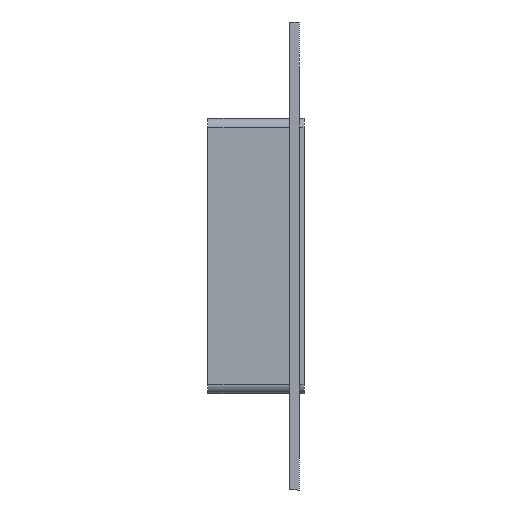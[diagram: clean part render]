
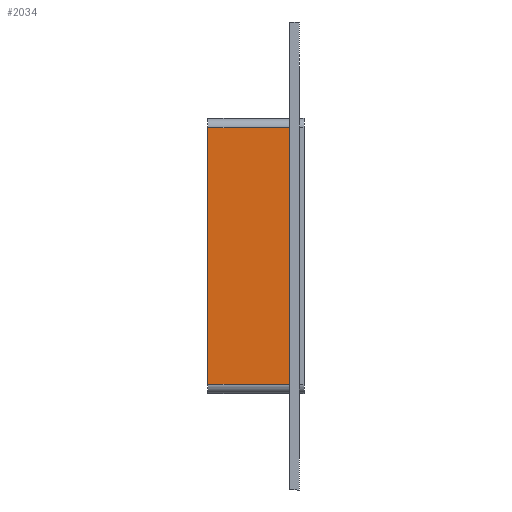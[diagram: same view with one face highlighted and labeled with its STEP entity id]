
A CAD part, left-side view. The second image highlights one B-rep face of the part: STEP entity #2034.
In plain terms, the highlighted planar face has unit normal (-1, 0, 0).
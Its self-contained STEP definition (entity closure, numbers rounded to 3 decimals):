
#1305=CARTESIAN_POINT('',(-327.25,6.,-79.75));
#1306=VERTEX_POINT('',#1305);
#1356=CARTESIAN_POINT('',(-327.25,6.,79.75));
#1357=VERTEX_POINT('',#1356);
#1365=CARTESIAN_POINT('',(-327.25,6.,-79.75));
#1366=DIRECTION('',(0.0,0.0,1.0));
#1367=VECTOR('',#1366,159.5);
#1368=LINE('',#1365,#1367);
#1369=EDGE_CURVE('',#1306,#1357,#1368,.T.);
#1992=CARTESIAN_POINT('',(-327.25,57.0,-79.75));
#1993=VERTEX_POINT('',#1992);
#1994=CARTESIAN_POINT('',(-327.25,6.,-79.75));
#1995=DIRECTION('',(0.0,1.0,0.0));
#1996=VECTOR('',#1995,51.0);
#1997=LINE('',#1994,#1996);
#1998=EDGE_CURVE('',#1306,#1993,#1997,.T.);
#2011=CARTESIAN_POINT('',(-327.25,0.0,-85.75));
#2012=DIRECTION('',(-1.0,0.0,0.0));
#2013=DIRECTION('',(0.0,0.0,1.0));
#2014=AXIS2_PLACEMENT_3D('',#2011,#2012,#2013);
#2015=PLANE('',#2014);
#2016=ORIENTED_EDGE('',*,*,#1369,.T.);
#2017=CARTESIAN_POINT('',(-327.25,57.0,79.75));
#2018=VERTEX_POINT('',#2017);
#2019=CARTESIAN_POINT('',(-327.25,57.0,79.75));
#2020=DIRECTION('',(0.0,-1.0,0.0));
#2021=VECTOR('',#2020,51.0);
#2022=LINE('',#2019,#2021);
#2023=EDGE_CURVE('',#2018,#1357,#2022,.T.);
#2024=ORIENTED_EDGE('',*,*,#2023,.F.);
#2025=CARTESIAN_POINT('',(-327.25,57.0,-79.75));
#2026=DIRECTION('',(0.0,0.0,1.0));
#2027=VECTOR('',#2026,159.5);
#2028=LINE('',#2025,#2027);
#2029=EDGE_CURVE('',#1993,#2018,#2028,.T.);
#2030=ORIENTED_EDGE('',*,*,#2029,.F.);
#2031=ORIENTED_EDGE('',*,*,#1998,.F.);
#2032=EDGE_LOOP('',(#2016,#2024,#2030,#2031));
#2033=FACE_OUTER_BOUND('',#2032,.T.);
#2034=ADVANCED_FACE('',(#2033),#2015,.T.);
